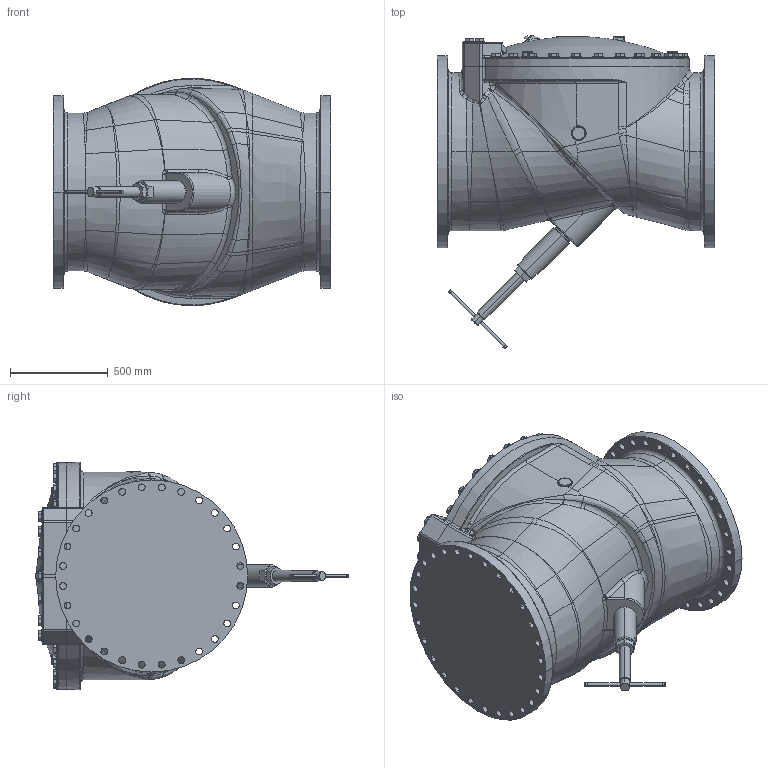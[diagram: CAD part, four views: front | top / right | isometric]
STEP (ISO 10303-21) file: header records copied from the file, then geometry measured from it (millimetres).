
FILE_DESCRIPTION((''),'2;1');
FILE_NAME('530ABF_SW0001','2023-11-02T08:40:39',('jlesh'),(''),'CREO PARAMETRIC BY PTC INC, 2023072','CREO PARAMETRIC BY PTC INC, 2023072','');
FILE_SCHEMA(('AUTOMOTIVE_DESIGN { 1 0 10303 214 1 1 1 1 }'));
Length unit declared in the file: inch
Products named in the file (1): 530ABF_SW0001
Bounding box: 1422.4 x 1607.18 x 1164.85 mm (x, y, z)
Volume: 1044943328 mm3; surface area: 7650808.5 mm2
Topology: 1 solids, 2 shells, 1395 faces, 3221 edges, 1926 vertices
Faces by surface type: plane 366, bspline 290, cylinder 278, cone 221, torus 215, sphere 25
Entity records: 101405 total; most frequent: CARTESIAN_POINT 65330, ORIENTED_EDGE 6426, DIRECTION 5748, EDGE_CURVE 3213, AXIS2_PLACEMENT_3D 2479, VERTEX_POINT 1926, EDGE_LOOP 1613, FACE_OUTER_BOUND 1395
